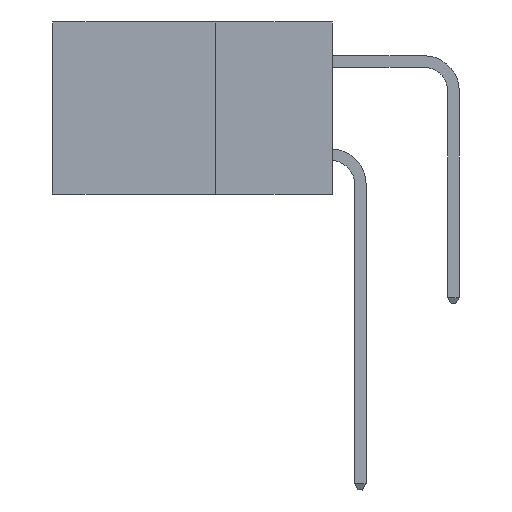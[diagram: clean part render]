
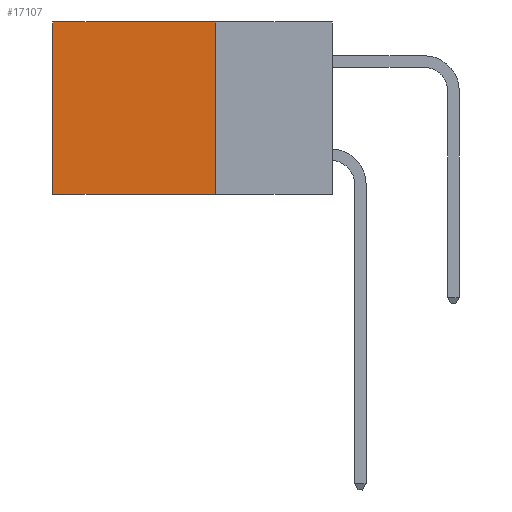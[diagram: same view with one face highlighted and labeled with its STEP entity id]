
A CAD part, left-side view. The second image highlights one B-rep face of the part: STEP entity #17107.
In plain terms, the highlighted planar face has unit normal (-1, 0, 0).
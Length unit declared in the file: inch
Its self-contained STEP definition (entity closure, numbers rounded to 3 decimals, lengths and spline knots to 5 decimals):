
#313 = CARTESIAN_POINT ( 'NONE',  ( 0.298, 0.6, 0. ) ) ;
#2257 = EDGE_CURVE ( 'NONE', #8393, #13468, #14784, .T. ) ;
#3381 = VECTOR ( 'NONE', #8078, 39.37008 ) ;
#4984 = ORIENTED_EDGE ( 'NONE', *, *, #2257, .T. ) ;
#5647 = VECTOR ( 'NONE', #7007, 39.37008 ) ;
#6307 = CARTESIAN_POINT ( 'NONE',  ( 0.298, 0.25, 0. ) ) ;
#7007 = DIRECTION ( 'NONE',  ( 0., 1., 0. ) ) ;
#8078 = DIRECTION ( 'NONE',  ( 0., 1., 0. ) ) ;
#8197 = CARTESIAN_POINT ( 'NONE',  ( 0.298, 0.25, 0. ) ) ;
#8393 = VERTEX_POINT ( 'NONE', #6307 ) ;
#8689 = ORIENTED_EDGE ( 'NONE', *, *, #9864, .F. ) ;
#9864 = EDGE_CURVE ( 'NONE', #8393, #11464, #17033, .T. ) ;
#10648 = PLANE ( 'NONE',  #19710 ) ;
#11015 = DIRECTION ( 'NONE',  ( 1., 0., 0. ) ) ;
#11464 = VERTEX_POINT ( 'NONE', #12290 ) ;
#11619 = VECTOR ( 'NONE', #27830, 39.37008 ) ;
#12290 = CARTESIAN_POINT ( 'NONE',  ( 0.298, 0.25, -0.37 ) ) ;
#13468 = VERTEX_POINT ( 'NONE', #313 ) ;
#14784 = LINE ( 'NONE', #27610, #3381 ) ;
#14968 = CARTESIAN_POINT ( 'NONE',  ( 0.298, 0.6, 0. ) ) ;
#14994 = ORIENTED_EDGE ( 'NONE', *, *, #23985, .T. ) ;
#16308 = VERTEX_POINT ( 'NONE', #26764 ) ;
#16924 = DIRECTION ( 'NONE',  ( 0., 0., -1. ) ) ;
#17033 = LINE ( 'NONE', #8197, #25878 ) ;
#17107 = ADVANCED_FACE ( 'NONE', ( #21516 ), #10648, .F. ) ;
#18863 = EDGE_LOOP ( 'NONE', ( #14994, #20836, #8689, #4984 ) ) ;
#19710 = AXIS2_PLACEMENT_3D ( 'NONE', #21284, #11015, #16924 ) ;
#20836 = ORIENTED_EDGE ( 'NONE', *, *, #26818, .F. ) ;
#21284 = CARTESIAN_POINT ( 'NONE',  ( 0.298, 0.25, 0. ) ) ;
#21516 = FACE_OUTER_BOUND ( 'NONE', #18863, .T. ) ;
#21663 = LINE ( 'NONE', #14968, #11619 ) ;
#21701 = CARTESIAN_POINT ( 'NONE',  ( 0.298, 0.25, -0.37 ) ) ;
#23985 = EDGE_CURVE ( 'NONE', #13468, #16308, #21663, .T. ) ;
#25878 = VECTOR ( 'NONE', #27743, 39.37008 ) ;
#26189 = LINE ( 'NONE', #21701, #5647 ) ;
#26764 = CARTESIAN_POINT ( 'NONE',  ( 0.298, 0.6, -0.37 ) ) ;
#26818 = EDGE_CURVE ( 'NONE', #11464, #16308, #26189, .T. ) ;
#27610 = CARTESIAN_POINT ( 'NONE',  ( 0.298, 0.25, 0. ) ) ;
#27743 = DIRECTION ( 'NONE',  ( 0., 0., -1. ) ) ;
#27830 = DIRECTION ( 'NONE',  ( 0., 0., -1. ) ) ;
